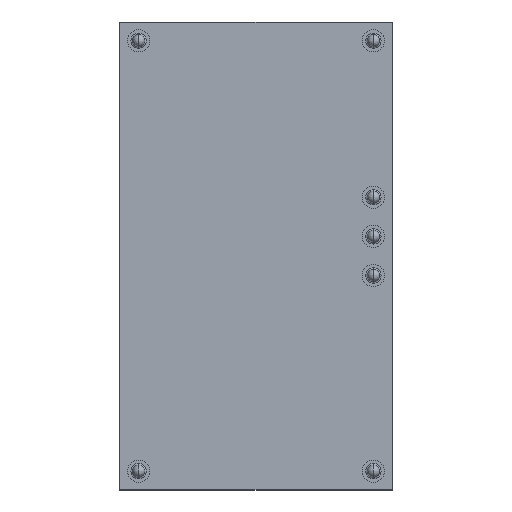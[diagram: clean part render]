
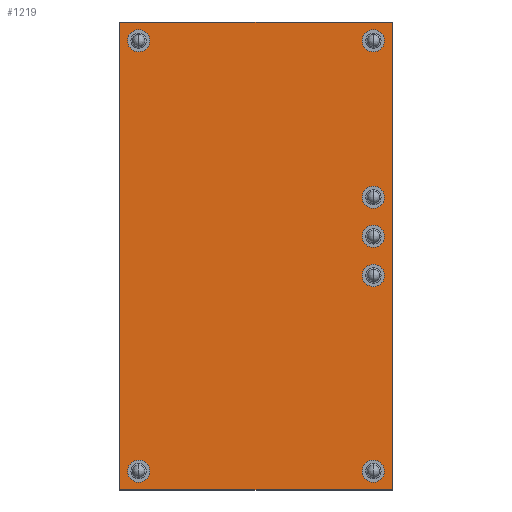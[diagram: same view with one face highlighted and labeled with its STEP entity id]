
A CAD part, top view. The second image highlights one B-rep face of the part: STEP entity #1219.
In plain terms, the highlighted face is planar.
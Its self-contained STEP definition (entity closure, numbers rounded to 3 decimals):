
#143=CARTESIAN_POINT('',(35.243,15.191,-2.769));
#144=VERTEX_POINT('',#143);
#160=CARTESIAN_POINT('',(34.545,15.191,-2.769));
#161=VERTEX_POINT('',#160);
#168=CARTESIAN_POINT('',(34.894,15.191,-2.769));
#169=DIRECTION('',(0.0,0.0,1.0));
#170=DIRECTION('',(1.0,0.0,0.0));
#171=AXIS2_PLACEMENT_3D('',#168,#169,#170);
#172=CIRCLE('',#171,0.349);
#173=EDGE_CURVE('',#144,#161,#172,.T.);
#185=CARTESIAN_POINT('',(19.368,-3.859,-2.769));
#186=VERTEX_POINT('',#185);
#202=CARTESIAN_POINT('',(18.67,-3.859,-2.769));
#203=VERTEX_POINT('',#202);
#210=CARTESIAN_POINT('',(19.019,-3.859,-2.769));
#211=DIRECTION('',(0.0,0.0,1.0));
#212=DIRECTION('',(1.0,0.0,0.0));
#213=AXIS2_PLACEMENT_3D('',#210,#211,#212);
#214=CIRCLE('',#213,0.349);
#215=EDGE_CURVE('',#186,#203,#214,.T.);
#227=CARTESIAN_POINT('',(13.018,-3.859,-2.769));
#228=VERTEX_POINT('',#227);
#244=CARTESIAN_POINT('',(12.32,-3.859,-2.769));
#245=VERTEX_POINT('',#244);
#252=CARTESIAN_POINT('',(12.669,-3.859,-2.769));
#253=DIRECTION('',(0.0,0.0,1.0));
#254=DIRECTION('',(1.0,0.0,0.0));
#255=AXIS2_PLACEMENT_3D('',#252,#253,#254);
#256=CIRCLE('',#255,0.349);
#257=EDGE_CURVE('',#228,#245,#256,.T.);
#269=CARTESIAN_POINT('',(0.318,-3.859,-2.769));
#270=VERTEX_POINT('',#269);
#286=CARTESIAN_POINT('',(-0.38,-3.859,-2.769));
#287=VERTEX_POINT('',#286);
#294=CARTESIAN_POINT('',(-0.031,-3.859,-2.769));
#295=DIRECTION('',(0.0,0.0,1.0));
#296=DIRECTION('',(1.0,0.0,0.0));
#297=AXIS2_PLACEMENT_3D('',#294,#295,#296);
#298=CIRCLE('',#297,0.349);
#299=EDGE_CURVE('',#270,#287,#298,.T.);
#311=CARTESIAN_POINT('',(0.318,15.191,-2.769));
#312=VERTEX_POINT('',#311);
#328=CARTESIAN_POINT('',(-0.38,15.191,-2.769));
#329=VERTEX_POINT('',#328);
#336=CARTESIAN_POINT('',(-0.031,15.191,-2.769));
#337=DIRECTION('',(0.0,0.0,1.0));
#338=DIRECTION('',(1.0,0.0,0.0));
#339=AXIS2_PLACEMENT_3D('',#336,#337,#338);
#340=CIRCLE('',#339,0.349);
#341=EDGE_CURVE('',#312,#329,#340,.T.);
#353=CARTESIAN_POINT('',(16.193,-3.859,-2.769));
#354=VERTEX_POINT('',#353);
#370=CARTESIAN_POINT('',(15.495,-3.859,-2.769));
#371=VERTEX_POINT('',#370);
#378=CARTESIAN_POINT('',(15.844,-3.859,-2.769));
#379=DIRECTION('',(0.0,0.0,1.0));
#380=DIRECTION('',(1.0,0.0,0.0));
#381=AXIS2_PLACEMENT_3D('',#378,#379,#380);
#382=CIRCLE('',#381,0.349);
#383=EDGE_CURVE('',#354,#371,#382,.T.);
#395=CARTESIAN_POINT('',(35.243,-3.859,-2.769));
#396=VERTEX_POINT('',#395);
#412=CARTESIAN_POINT('',(34.545,-3.859,-2.769));
#413=VERTEX_POINT('',#412);
#420=CARTESIAN_POINT('',(34.894,-3.859,-2.769));
#421=DIRECTION('',(0.0,0.0,1.0));
#422=DIRECTION('',(1.0,0.0,0.0));
#423=AXIS2_PLACEMENT_3D('',#420,#421,#422);
#424=CIRCLE('',#423,0.349);
#425=EDGE_CURVE('',#396,#413,#424,.T.);
#436=CARTESIAN_POINT('',(34.894,-3.859,-2.769));
#437=DIRECTION('',(0.0,0.0,1.0));
#438=DIRECTION('',(1.0,0.0,0.0));
#439=AXIS2_PLACEMENT_3D('',#436,#437,#438);
#440=CIRCLE('',#439,0.349);
#441=EDGE_CURVE('',#413,#396,#440,.T.);
#460=CARTESIAN_POINT('',(15.844,-3.859,-2.769));
#461=DIRECTION('',(0.0,0.0,1.0));
#462=DIRECTION('',(1.0,0.0,0.0));
#463=AXIS2_PLACEMENT_3D('',#460,#461,#462);
#464=CIRCLE('',#463,0.349);
#465=EDGE_CURVE('',#371,#354,#464,.T.);
#484=CARTESIAN_POINT('',(-0.031,15.191,-2.769));
#485=DIRECTION('',(0.0,0.0,1.0));
#486=DIRECTION('',(1.0,0.0,0.0));
#487=AXIS2_PLACEMENT_3D('',#484,#485,#486);
#488=CIRCLE('',#487,0.349);
#489=EDGE_CURVE('',#329,#312,#488,.T.);
#508=CARTESIAN_POINT('',(-0.031,-3.859,-2.769));
#509=DIRECTION('',(0.0,0.0,1.0));
#510=DIRECTION('',(1.0,0.0,0.0));
#511=AXIS2_PLACEMENT_3D('',#508,#509,#510);
#512=CIRCLE('',#511,0.349);
#513=EDGE_CURVE('',#287,#270,#512,.T.);
#532=CARTESIAN_POINT('',(12.669,-3.859,-2.769));
#533=DIRECTION('',(0.0,0.0,1.0));
#534=DIRECTION('',(1.0,0.0,0.0));
#535=AXIS2_PLACEMENT_3D('',#532,#533,#534);
#536=CIRCLE('',#535,0.349);
#537=EDGE_CURVE('',#245,#228,#536,.T.);
#556=CARTESIAN_POINT('',(19.019,-3.859,-2.769));
#557=DIRECTION('',(0.0,0.0,1.0));
#558=DIRECTION('',(1.0,0.0,0.0));
#559=AXIS2_PLACEMENT_3D('',#556,#557,#558);
#560=CIRCLE('',#559,0.349);
#561=EDGE_CURVE('',#203,#186,#560,.T.);
#580=CARTESIAN_POINT('',(34.894,15.191,-2.769));
#581=DIRECTION('',(0.0,0.0,1.0));
#582=DIRECTION('',(1.0,0.0,0.0));
#583=AXIS2_PLACEMENT_3D('',#580,#581,#582);
#584=CIRCLE('',#583,0.349);
#585=EDGE_CURVE('',#161,#144,#584,.T.);
#1017=CARTESIAN_POINT('',(36.418,16.715,-2.769));
#1018=VERTEX_POINT('',#1017);
#1025=CARTESIAN_POINT('',(-1.555,16.715,-2.769));
#1026=VERTEX_POINT('',#1025);
#1027=CARTESIAN_POINT('',(36.418,16.715,-2.769));
#1028=DIRECTION('',(-1.0,0.0,0.0));
#1029=VECTOR('',#1028,37.973);
#1030=LINE('',#1027,#1029);
#1031=EDGE_CURVE('',#1018,#1026,#1030,.T.);
#1055=CARTESIAN_POINT('',(36.418,-5.383,-2.769));
#1056=VERTEX_POINT('',#1055);
#1063=CARTESIAN_POINT('',(36.418,-5.383,-2.769));
#1064=DIRECTION('',(0.0,1.0,0.0));
#1065=VECTOR('',#1064,22.098);
#1066=LINE('',#1063,#1065);
#1067=EDGE_CURVE('',#1056,#1018,#1066,.T.);
#1086=CARTESIAN_POINT('',(-1.555,-5.383,-2.769));
#1087=VERTEX_POINT('',#1086);
#1094=CARTESIAN_POINT('',(-1.555,-5.383,-2.769));
#1095=DIRECTION('',(1.0,0.0,0.0));
#1096=VECTOR('',#1095,37.973);
#1097=LINE('',#1094,#1096);
#1098=EDGE_CURVE('',#1087,#1056,#1097,.T.);
#1116=CARTESIAN_POINT('',(-1.555,16.715,-2.769));
#1117=DIRECTION('',(0.0,-1.0,0.0));
#1118=VECTOR('',#1117,22.098);
#1119=LINE('',#1116,#1118);
#1120=EDGE_CURVE('',#1026,#1087,#1119,.T.);
#1180=CARTESIAN_POINT('',(17.431,5.666,-2.769));
#1181=DIRECTION('',(0.0,0.0,1.0));
#1182=DIRECTION('',(1.0,0.0,0.0));
#1183=AXIS2_PLACEMENT_3D('',#1180,#1181,#1182);
#1184=PLANE('',#1183);
#1185=ORIENTED_EDGE('',*,*,#1120,.F.);
#1186=ORIENTED_EDGE('',*,*,#1031,.F.);
#1187=ORIENTED_EDGE('',*,*,#1067,.F.);
#1188=ORIENTED_EDGE('',*,*,#1098,.F.);
#1189=EDGE_LOOP('',(#1185,#1186,#1187,#1188));
#1190=FACE_OUTER_BOUND('',#1189,.T.);
#1191=ORIENTED_EDGE('',*,*,#441,.T.);
#1192=ORIENTED_EDGE('',*,*,#425,.T.);
#1193=EDGE_LOOP('',(#1191,#1192));
#1194=FACE_BOUND('',#1193,.T.);
#1195=ORIENTED_EDGE('',*,*,#465,.T.);
#1196=ORIENTED_EDGE('',*,*,#383,.T.);
#1197=EDGE_LOOP('',(#1195,#1196));
#1198=FACE_BOUND('',#1197,.T.);
#1199=ORIENTED_EDGE('',*,*,#489,.T.);
#1200=ORIENTED_EDGE('',*,*,#341,.T.);
#1201=EDGE_LOOP('',(#1199,#1200));
#1202=FACE_BOUND('',#1201,.T.);
#1203=ORIENTED_EDGE('',*,*,#513,.T.);
#1204=ORIENTED_EDGE('',*,*,#299,.T.);
#1205=EDGE_LOOP('',(#1203,#1204));
#1206=FACE_BOUND('',#1205,.T.);
#1207=ORIENTED_EDGE('',*,*,#537,.T.);
#1208=ORIENTED_EDGE('',*,*,#257,.T.);
#1209=EDGE_LOOP('',(#1207,#1208));
#1210=FACE_BOUND('',#1209,.T.);
#1211=ORIENTED_EDGE('',*,*,#561,.T.);
#1212=ORIENTED_EDGE('',*,*,#215,.T.);
#1213=EDGE_LOOP('',(#1211,#1212));
#1214=FACE_BOUND('',#1213,.T.);
#1215=ORIENTED_EDGE('',*,*,#585,.T.);
#1216=ORIENTED_EDGE('',*,*,#173,.T.);
#1217=EDGE_LOOP('',(#1215,#1216));
#1218=FACE_BOUND('',#1217,.T.);
#1219=ADVANCED_FACE('',(#1190,#1194,#1198,#1202,#1206,#1210,#1214,#1218),#1184,.F.);
